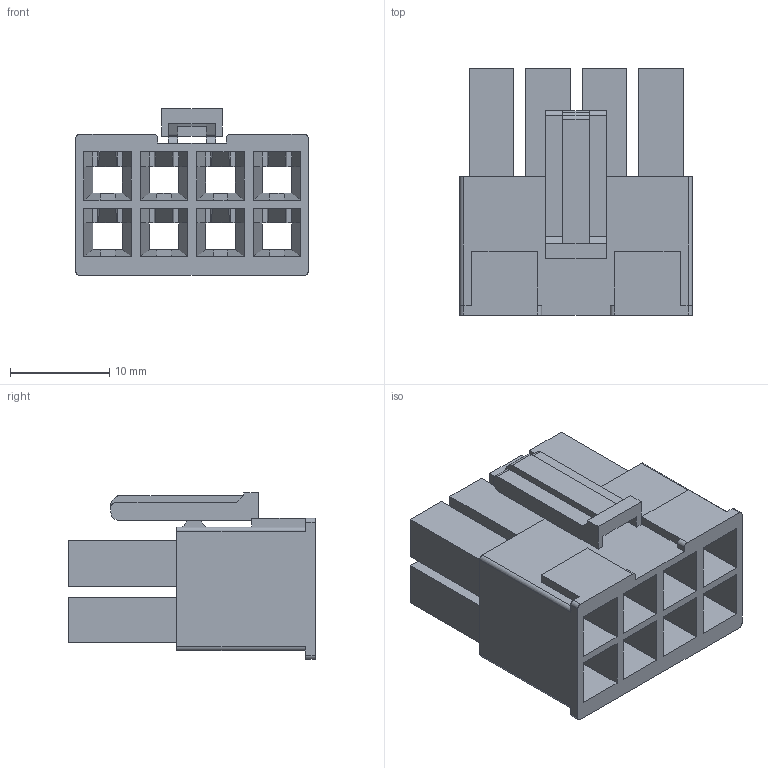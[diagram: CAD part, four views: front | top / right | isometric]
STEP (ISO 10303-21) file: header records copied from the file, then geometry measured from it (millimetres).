
FILE_DESCRIPTION(/* description */ ('Unknown'),/* implementation_level */ '2;1');
FILE_NAME(/* name */ '657008250201',/* time_stamp */ '2022-10-17T11:12:59+02:00',/* author */ ('Unknown'),/* organization */ ('Unknown'),/* preprocessor_version */ 'ST-DEVELOPER v16.7',/* originating_system */ 'Solid Edge',/* authorisation */ 'Unknown');
FILE_SCHEMA (('AUTOMOTIVE_DESIGN {1 0 10303 214 3 1 1}'));
Length unit declared in the file: millimetre
Products named in the file (2): 6570xx250201; 657008250201
Assembly tree (1 placements, depth 2):
  6570xx250201
    657008250201
Bounding box: 23.45 x 24.92 x 16.86 mm (x, y, z)
Volume: 3150.2 mm3; surface area: 6547.3 mm2
Topology: 1 solids, 1 shells, 462 faces, 1186 edges, 734 vertices
Faces by surface type: plane 441, cylinder 21
Entity records: 13617 total; most frequent: CARTESIAN_POINT 2384, ORIENTED_EDGE 2372, DIRECTION 2156, EDGE_CURVE 1186, LINE 1144, VECTOR 1144, VERTEX_POINT 734, AXIS2_PLACEMENT_3D 506
